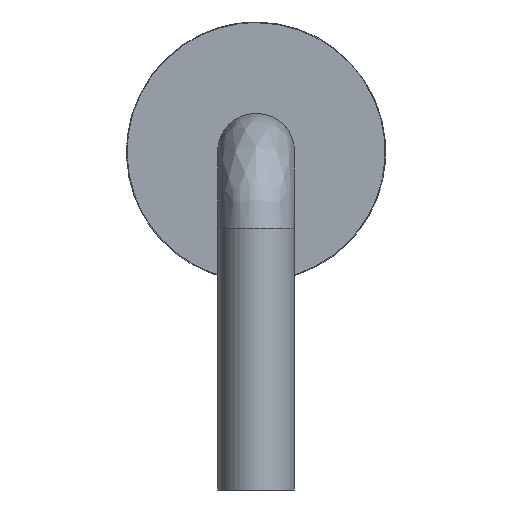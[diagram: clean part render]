
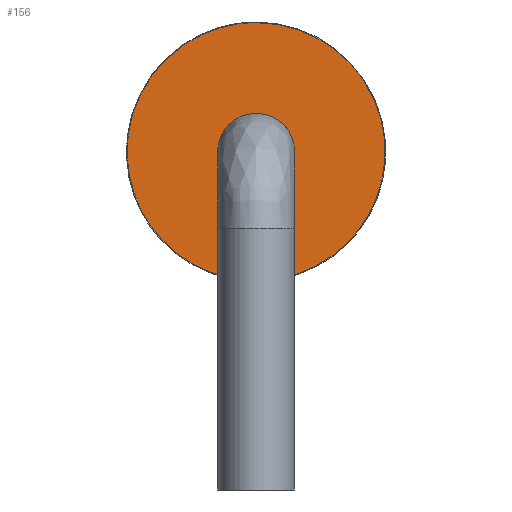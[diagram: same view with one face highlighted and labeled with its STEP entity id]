
A CAD part, left-side view. The second image highlights one B-rep face of the part: STEP entity #156.
In plain terms, the highlighted free-form (B-spline) face has degree [1, 1] with [2, 2] control points.
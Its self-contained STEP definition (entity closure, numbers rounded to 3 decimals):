
#125 = VERTEX_POINT('',#126);
#126 = CARTESIAN_POINT('',(1.52,0.,1.08));
#131 = EDGE_CURVE('',#125,#125,#132,.T.);
#132 = ( BOUNDED_CURVE() B_SPLINE_CURVE(2,(#133,#134,#135,#136,#137,#138
,#139),.UNSPECIFIED.,.T.,.F.) B_SPLINE_CURVE_WITH_KNOTS((1,2,2,2,2,1),(
    -2.094,0.,2.094,4.189,6.283,
8.378),.UNSPECIFIED.) CURVE() GEOMETRIC_REPRESENTATION_ITEM() 
RATIONAL_B_SPLINE_CURVE((1.,0.5,1.,0.5,1.,0.5,1.)) REPRESENTATION_ITEM(
  '') );
#133 = CARTESIAN_POINT('',(1.52,0.,1.08));
#134 = CARTESIAN_POINT('',(1.52,0.572,1.08));
#135 = CARTESIAN_POINT('',(1.52,0.286,1.575));
#136 = CARTESIAN_POINT('',(1.52,0.,2.07));
#137 = CARTESIAN_POINT('',(1.52,-0.286,1.575));
#138 = CARTESIAN_POINT('',(1.52,-0.572,1.08));
#139 = CARTESIAN_POINT('',(1.52,0.,1.08));
#156 = ADVANCED_FACE('',(#157,#171),#174,.F.);
#157 = FACE_BOUND('',#158,.T.);
#158 = EDGE_LOOP('',(#159));
#159 = ORIENTED_EDGE('',*,*,#160,.F.);
#160 = EDGE_CURVE('',#161,#161,#163,.T.);
#161 = VERTEX_POINT('',#162);
#162 = CARTESIAN_POINT('',(1.52,0.,2.52));
#163 = ( BOUNDED_CURVE() B_SPLINE_CURVE(2,(#164,#165,#166,#167,#168,#169
,#170),.UNSPECIFIED.,.T.,.F.) B_SPLINE_CURVE_WITH_KNOTS((1,2,2,2,2,1),(
    -2.094,0.,2.094,4.189,6.283,
8.378),.UNSPECIFIED.) CURVE() GEOMETRIC_REPRESENTATION_ITEM() 
RATIONAL_B_SPLINE_CURVE((1.,0.5,1.,0.5,1.,0.5,1.)) REPRESENTATION_ITEM(
  '') );
#164 = CARTESIAN_POINT('',(1.52,0.,2.52));
#165 = CARTESIAN_POINT('',(1.52,-1.923,2.52));
#166 = CARTESIAN_POINT('',(1.52,-0.961,0.855));
#167 = CARTESIAN_POINT('',(1.52,0.,-0.81));
#168 = CARTESIAN_POINT('',(1.52,0.961,0.855));
#169 = CARTESIAN_POINT('',(1.52,1.923,2.52));
#170 = CARTESIAN_POINT('',(1.52,0.,2.52));
#171 = FACE_BOUND('',#172,.T.);
#172 = EDGE_LOOP('',(#173));
#173 = ORIENTED_EDGE('',*,*,#131,.T.);
#174 = B_SPLINE_SURFACE_WITH_KNOTS('',1,1,(
    (#175,#176)
    ,(#177,#178
    )),.UNSPECIFIED.,.F.,.F.,.F.,(2,2),(2,2),(-1.85,1.85),(-1.85,1.85),
  .PIECEWISE_BEZIER_KNOTS.);
#175 = CARTESIAN_POINT('',(1.52,1.11,0.3));
#176 = CARTESIAN_POINT('',(1.52,-1.11,0.3));
#177 = CARTESIAN_POINT('',(1.52,1.11,2.52));
#178 = CARTESIAN_POINT('',(1.52,-1.11,2.52));
